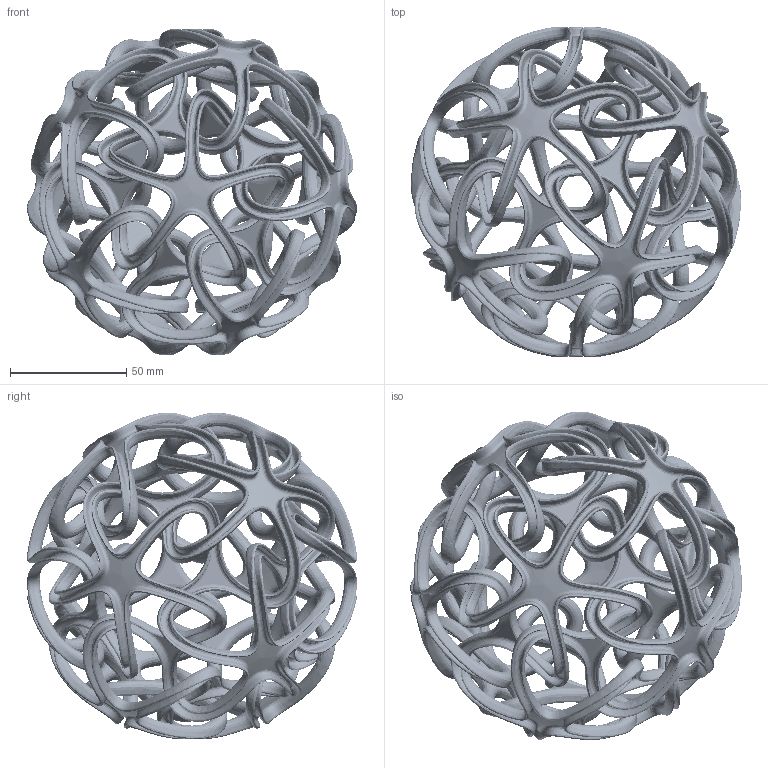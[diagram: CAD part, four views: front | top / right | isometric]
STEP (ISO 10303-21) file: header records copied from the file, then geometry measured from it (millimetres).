
FILE_DESCRIPTION(('FreeCAD Model'),'2;1');
FILE_NAME('Open CASCADE Shape Model','2025-05-03T13:28:06',('FreeCAD'),( 'FreeCAD'),'Open CASCADE STEP processor 7.6','FreeCAD','Unknown');
FILE_SCHEMA(('AUTOMOTIVE_DESIGN { 1 0 10303 214 1 1 1 1 }'));
Products named in the file (1): Open CASCADE STEP translator 7.6 1
Bounding box: 142.23 x 142.07 x 140.77 mm (x, y, z)
Volume: 87084 mm3; surface area: 128775.9 mm2
Topology: 1 solids, 1 shells, 3208 faces, 7212 edges, 3948 vertices
Faces by surface type: bspline 3208
Entity records: 396590 total; most frequent: CARTESIAN_POINT 354161, ORIENTED_EDGE 14424, EDGE_CURVE 7212, B_SPLINE_CURVE_WITH_KNOTS 6144, VERTEX_POINT 3948, ADVANCED_FACE 3208, FACE_BOUND 3208, EDGE_LOOP 3208
